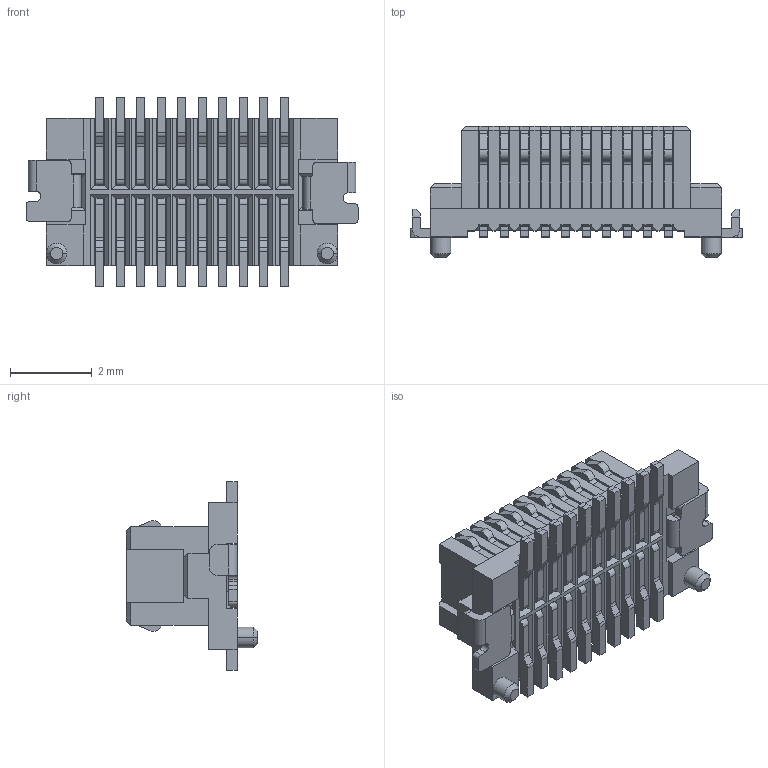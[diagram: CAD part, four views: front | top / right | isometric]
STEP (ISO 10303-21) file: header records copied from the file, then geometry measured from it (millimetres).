
FILE_DESCRIPTION((''),'2;1');
FILE_NAME('05-50H-20PIN-M_ASM','2015-10-26T',('HuangEr'),('FCI'),'PRO/ENGINEER BY PARAMETRIC TECHNOLOGY CORPORATION, 2013150','PRO/ENGINEER BY PARAMETRIC TECHNOLOGY CORPORATION, 2013150','');
FILE_SCHEMA(('AUTOMOTIVE_DESIGN { 1 0 10303 214 1 1 1 1 }'));
Length unit declared in the file: millimetre
Products named in the file (5): 05-50H-20PIN-M; 50H-MALE-TERMINAL; PAD1; PAD2; 05-50H-20PIN-M_ASM
Assembly tree (13 placements, depth 2):
  05-50H-20PIN-M_ASM
    05-50H-20PIN-M
    50H-MALE-TERMINAL  x10
    PAD1
    PAD2
Bounding box: 8.1 x 3.2 x 4.6 mm (x, y, z)
Volume: 39.3 mm3; surface area: 313.4 mm2
Topology: 23 solids, 23 shells, 1318 faces, 3858 edges, 2544 vertices
Faces by surface type: plane 934, cylinder 380, cone 4
Entity records: 21997 total; most frequent: CARTESIAN_POINT 3710, ORIENTED_EDGE 3612, DIRECTION 3170, EDGE_CURVE 1806, VECTOR 1654, LINE 1654, VERTEX_POINT 1176, AXIS2_PLACEMENT_3D 758
